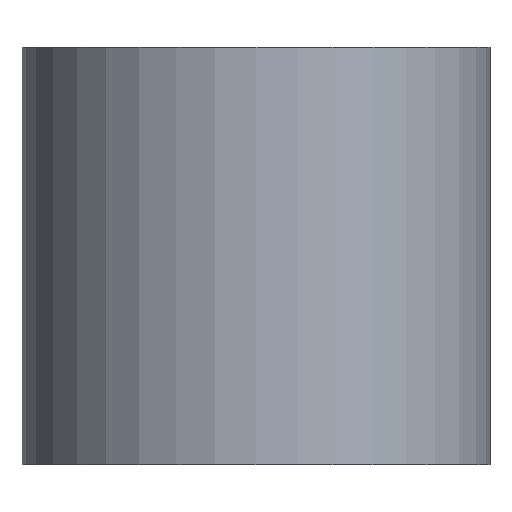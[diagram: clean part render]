
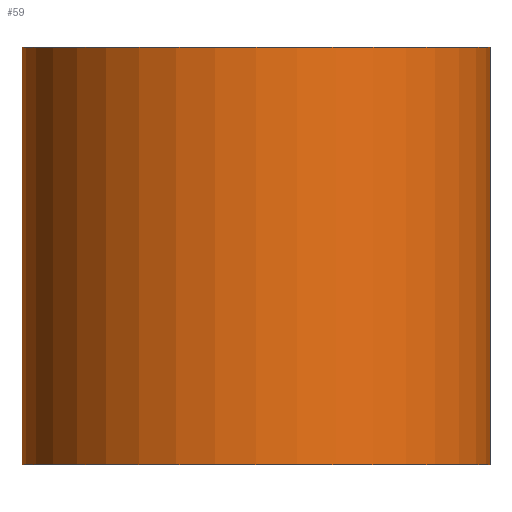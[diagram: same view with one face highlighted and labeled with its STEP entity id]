
A CAD part, front view. The second image highlights one B-rep face of the part: STEP entity #59.
In plain terms, the highlighted cylindrical face has radius 161.671 mm (diameter 323.342 mm), a full revolution.
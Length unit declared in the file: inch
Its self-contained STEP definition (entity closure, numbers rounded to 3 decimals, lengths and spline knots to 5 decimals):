
#14=CYLINDRICAL_SURFACE('',#75,6.365);
#21=FACE_BOUND('',#32,.T.);
#25=FACE_OUTER_BOUND('',#31,.T.);
#31=EDGE_LOOP('',(#51));
#32=EDGE_LOOP('',(#52));
#35=CIRCLE('',#70,6.365);
#37=CIRCLE('',#73,6.365);
#39=VERTEX_POINT('',#97);
#41=VERTEX_POINT('',#102);
#43=EDGE_CURVE('',#39,#39,#35,.T.);
#45=EDGE_CURVE('',#41,#41,#37,.T.);
#51=ORIENTED_EDGE('',*,*,#43,.F.);
#52=ORIENTED_EDGE('',*,*,#45,.F.);
#59=ADVANCED_FACE('',(#25,#21),#14,.T.);
#70=AXIS2_PLACEMENT_3D('',#98,#81,#82);
#73=AXIS2_PLACEMENT_3D('',#103,#87,#88);
#75=AXIS2_PLACEMENT_3D('',#106,#91,#92);
#81=DIRECTION('center_axis',(0.,0.,1.));
#82=DIRECTION('ref_axis',(-1.,0.,0.));
#87=DIRECTION('center_axis',(0.,0.,-1.));
#88=DIRECTION('ref_axis',(1.,0.,0.));
#91=DIRECTION('center_axis',(0.,0.,1.));
#92=DIRECTION('ref_axis',(-1.,0.,0.));
#97=CARTESIAN_POINT('',(6.365,0.,10.85433));
#98=CARTESIAN_POINT('Origin',(0.,0.,10.85433));
#102=CARTESIAN_POINT('',(-6.365,0.,-0.5));
#103=CARTESIAN_POINT('Origin',(0.,0.,-0.5));
#106=CARTESIAN_POINT('Origin',(0.,0.,0.));
